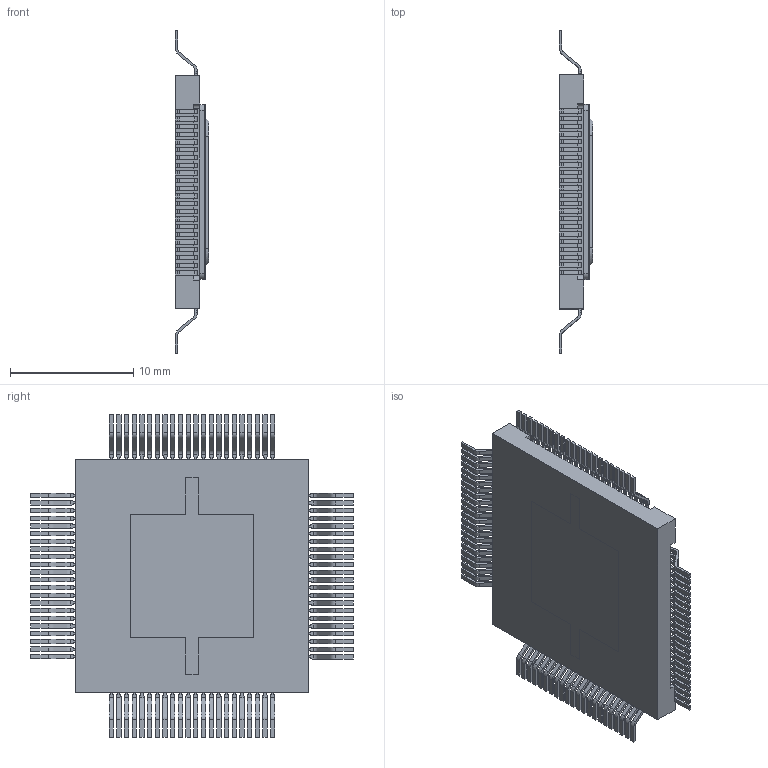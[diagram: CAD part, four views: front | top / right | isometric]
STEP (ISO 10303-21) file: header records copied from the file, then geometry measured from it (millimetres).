
FILE_DESCRIPTION( ( 'Unknown' ), '1' );
FILE_NAME( 'Корпус сборка 4235-88-1_1867ВМ7Т.stp', 'Unknown', ( 'Unknown' ), ( 'Unknown' ), 'PSStep 17.0.49', 'Unknown', ' ' );
FILE_SCHEMA( ( 'AUTOMOTIVE_DESIGN { 1 0 10303 214 1 1 1 1 }' ) );
Length unit declared in the file: millimetre
Products named in the file (5): Assem1; 4235.88-169
Assembly tree (91 placements, depth 2):
  Assem1
    (unnamed)
    (unnamed)
    4235.88-169  x88
    (unnamed)
Bounding box: 2.76 x 26.21 x 26.2 mm (x, y, z)
Volume: 643.2 mm3; surface area: 1976.4 mm2
Topology: 91 solids, 91 shells, 2842 faces, 7914 edges, 5276 vertices
Faces by surface type: plane 2061, cylinder 574, extrusion 199, cone 8
Full cylindrical faces by diameter (mm): 0.5 x1
Entity records: 42764 total; most frequent: CARTESIAN_POINT 6725, ORIENTED_EDGE 5380, DIRECTION 4783, EDGE_CURVE 2690, VECTOR 2537, LINE 2512, VERTEX_POINT 1796, PRESENTATION_STYLE_ASSIGNMENT 1776
